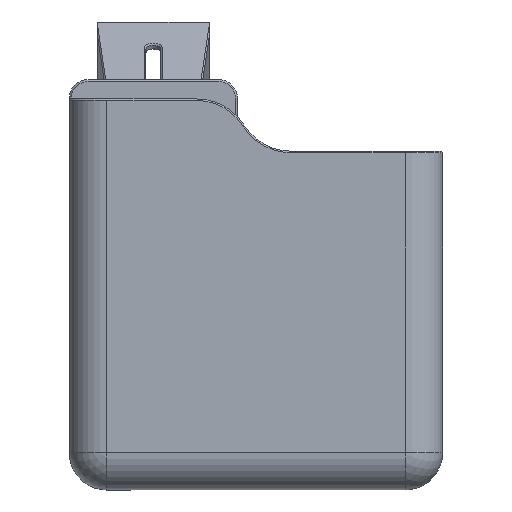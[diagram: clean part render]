
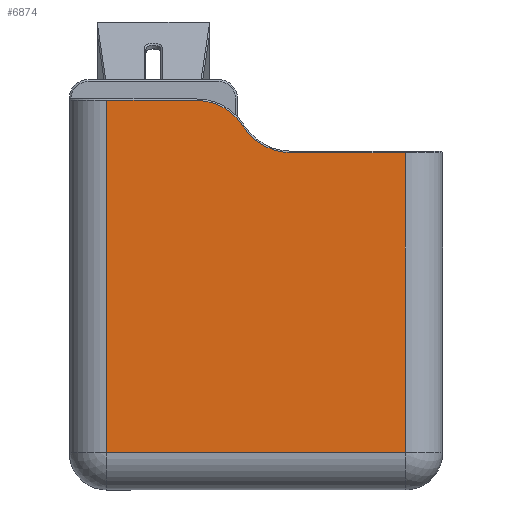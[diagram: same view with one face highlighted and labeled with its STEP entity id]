
A CAD part, left-side view. The second image highlights one B-rep face of the part: STEP entity #6874.
In plain terms, the highlighted planar face has unit normal (-1, 0, 0).
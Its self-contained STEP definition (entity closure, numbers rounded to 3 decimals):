
#220=CIRCLE('',#7338,14.6);
#222=CIRCLE('',#7341,15.4);
#652=FACE_OUTER_BOUND('',#1051,.T.);
#1051=EDGE_LOOP('',(#6041,#6042,#6043,#6044,#6045,#6046,#6047));
#1857=LINE('',#11417,#2671);
#1860=LINE('',#11432,#2674);
#1877=LINE('',#11474,#2691);
#1878=LINE('',#11478,#2692);
#1879=LINE('',#11479,#2693);
#2671=VECTOR('',#9002,10.);
#2674=VECTOR('',#9019,10.);
#2691=VECTOR('',#9062,10.);
#2692=VECTOR('',#9067,10.);
#2693=VECTOR('',#9068,10.);
#3278=VERTEX_POINT('',#11407);
#3280=VERTEX_POINT('',#11413);
#3282=VERTEX_POINT('',#11419);
#3284=VERTEX_POINT('',#11425);
#3286=VERTEX_POINT('',#11431);
#3298=VERTEX_POINT('',#11473);
#3299=VERTEX_POINT('',#11477);
#4206=EDGE_CURVE('',#3278,#3280,#1857,.T.);
#4209=EDGE_CURVE('',#3280,#3282,#220,.T.);
#4212=EDGE_CURVE('',#3282,#3284,#222,.T.);
#4213=EDGE_CURVE('',#3284,#3286,#1860,.T.);
#4235=EDGE_CURVE('',#3286,#3298,#1877,.T.);
#4237=EDGE_CURVE('',#3299,#3278,#1878,.T.);
#4238=EDGE_CURVE('',#3298,#3299,#1879,.T.);
#6041=ORIENTED_EDGE('',*,*,#4213,.F.);
#6042=ORIENTED_EDGE('',*,*,#4212,.F.);
#6043=ORIENTED_EDGE('',*,*,#4209,.F.);
#6044=ORIENTED_EDGE('',*,*,#4206,.F.);
#6045=ORIENTED_EDGE('',*,*,#4237,.F.);
#6046=ORIENTED_EDGE('',*,*,#4238,.F.);
#6047=ORIENTED_EDGE('',*,*,#4235,.F.);
#6518=PLANE('',#7357);
#6874=ADVANCED_FACE('',(#652),#6518,.T.);
#7338=AXIS2_PLACEMENT_3D('',#11423,#9008,#9009);
#7341=AXIS2_PLACEMENT_3D('',#11429,#9015,#9016);
#7357=AXIS2_PLACEMENT_3D('',#11476,#9065,#9066);
#9002=DIRECTION('',(0.,-1.,0.));
#9008=DIRECTION('center_axis',(1.,0.,0.));
#9009=DIRECTION('ref_axis',(0.,-0.483,0.876));
#9015=DIRECTION('center_axis',(-1.,0.,0.));
#9016=DIRECTION('ref_axis',(0.,0.998,-0.067));
#9019=DIRECTION('',(0.,-1.,0.));
#9062=DIRECTION('',(0.,0.,-1.));
#9065=DIRECTION('center_axis',(-1.,0.,0.));
#9066=DIRECTION('ref_axis',(0.,0.,1.));
#9067=DIRECTION('',(0.,0.,1.));
#9068=DIRECTION('',(0.,1.,0.));
#11407=CARTESIAN_POINT('',(-70.005,12.5,32.668));
#11413=CARTESIAN_POINT('',(-70.005,-11.589,32.668));
#11417=CARTESIAN_POINT('',(-70.005,-13.625,32.668));
#11419=CARTESIAN_POINT('',(-70.005,-23.94,25.854));
#11423=CARTESIAN_POINT('Origin',(-70.005,-11.589,18.068));
#11425=CARTESIAN_POINT('',(-70.005,-36.967,18.668));
#11429=CARTESIAN_POINT('Origin',(-70.005,-36.967,34.068));
#11431=CARTESIAN_POINT('',(-70.005,-67.5,18.668));
#11432=CARTESIAN_POINT('',(-70.005,-52.5,18.668));
#11473=CARTESIAN_POINT('',(-70.005,-67.5,-61.725));
#11474=CARTESIAN_POINT('',(-70.005,-67.5,-49.027));
#11476=CARTESIAN_POINT('Origin',(-70.005,-27.5,-26.329));
#11477=CARTESIAN_POINT('',(-70.005,12.5,-61.725));
#11478=CARTESIAN_POINT('',(-70.005,12.5,-3.631));
#11479=CARTESIAN_POINT('',(-70.005,-2.5,-61.725));
